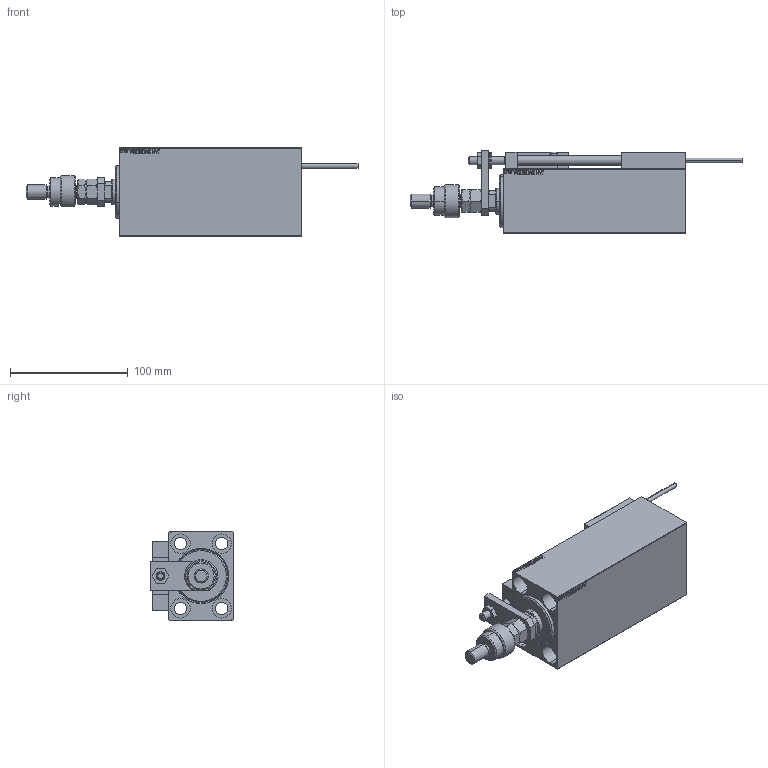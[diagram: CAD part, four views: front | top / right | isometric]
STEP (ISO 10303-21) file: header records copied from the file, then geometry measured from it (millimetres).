
FILE_DESCRIPTION (( 'STEP AP203' ), '1' );
FILE_NAME ('6edd.STEP', '2024-02-13T04:03:47', ( '' ), ( '' ), 'SwSTEP 2.0', 'SolidWorks 2019', '' );
FILE_SCHEMA (( 'CONFIG_CONTROL_DESIGN' ));
Length unit declared in the file: millimetre
Products named in the file (18): ZARAZKA d53ad0a8c62118b6f8b3bddeb399ec48; V450CM_VC_B d53ad0a8c62118b6f8b3bddeb399ec48; MAGNET d53ad0a8c62118b6f8b3bddeb399ec48; X_Y_DFA d53ad0a8c62118b6f8b3bddeb399ec48; SWITCH X d53ad0a8c62118b6f8b3bddeb399ec48; SWITCH_X_FRONT_BACK d53ad0a8c62118b6f8b3bddeb399ec48; FEMALE_PART_FOR_DFA d53ad0a8c62118b6f8b3bddeb399ec48; ALLEN BOLT D5 d53ad0a8c62118b6f8b3bddeb399ec48; SWITCH DIM B,W d53ad0a8c62118b6f8b3bddeb399ec48; Block d53ad0a8c62118b6f8b3bddeb399ec48; NUT_D12 d53ad0a8c62118b6f8b3bddeb399ec48; V450CM_C_Body d53ad0a8c62118b6f8b3bddeb399ec48; 6edd; MFA d53ad0a8c62118b6f8b3bddeb399ec48; V450CM_C_VCP d53ad0a8c62118b6f8b3bddeb399ec48; ALLEN BOLT D8 d53ad0a8c62118b6f8b3bddeb399ec48; KONCOVKA d53ad0a8c62118b6f8b3bddeb399ec48; TYC_L79 d53ad0a8c62118b6f8b3bddeb399ec48
Assembly tree (27 placements, depth 3):
  6edd
    V450CM_C_Body d53ad0a8c62118b6f8b3bddeb399ec48
    SWITCH X d53ad0a8c62118b6f8b3bddeb399ec48
      SWITCH_X_FRONT_BACK d53ad0a8c62118b6f8b3bddeb399ec48  x2
      TYC_L79 d53ad0a8c62118b6f8b3bddeb399ec48
      Block d53ad0a8c62118b6f8b3bddeb399ec48  x2
      ALLEN BOLT D5 d53ad0a8c62118b6f8b3bddeb399ec48  x4
      ALLEN BOLT D8 d53ad0a8c62118b6f8b3bddeb399ec48  x4
      MAGNET d53ad0a8c62118b6f8b3bddeb399ec48  x2
      KONCOVKA d53ad0a8c62118b6f8b3bddeb399ec48  x2
    NUT_D12 d53ad0a8c62118b6f8b3bddeb399ec48
    SWITCH DIM B,W d53ad0a8c62118b6f8b3bddeb399ec48
    ZARAZKA d53ad0a8c62118b6f8b3bddeb399ec48
    V450CM_C_VCP d53ad0a8c62118b6f8b3bddeb399ec48
    V450CM_VC_B d53ad0a8c62118b6f8b3bddeb399ec48
    X_Y_DFA d53ad0a8c62118b6f8b3bddeb399ec48
      FEMALE_PART_FOR_DFA d53ad0a8c62118b6f8b3bddeb399ec48
      MFA d53ad0a8c62118b6f8b3bddeb399ec48
Bounding box: 282 x 70.5 x 75 mm (x, y, z)
Volume: 605734.2 mm3; surface area: 137830.9 mm2
Topology: 25 solids, 25 shells, 1357 faces, 3226 edges, 2051 vertices
Faces by surface type: plane 586, bspline 380, cylinder 193, cone 146, torus 48, sphere 4
Entity records: 52688 total; most frequent: CARTESIAN_POINT 26573, ORIENTED_EDGE 5472, DIRECTION 3782, EDGE_CURVE 2736, VERTEX_POINT 1775, LINE 1534, VECTOR 1534, EDGE_LOOP 1267
